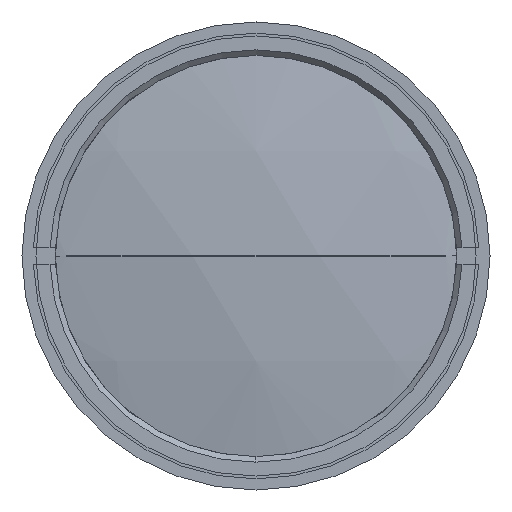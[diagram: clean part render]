
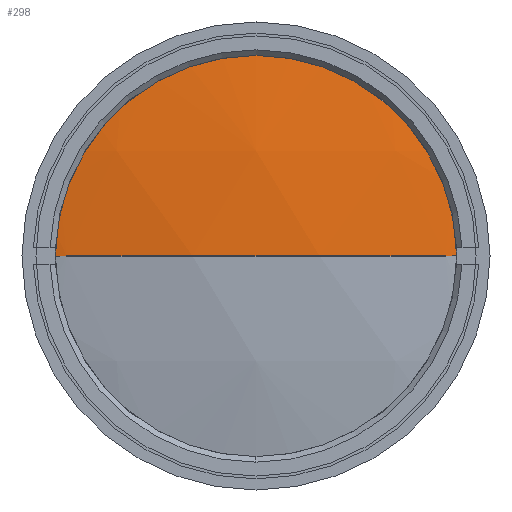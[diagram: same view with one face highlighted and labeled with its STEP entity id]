
A CAD part, left-side view. The second image highlights one B-rep face of the part: STEP entity #298.
In plain terms, the highlighted spherical face has radius 94.402 mm.
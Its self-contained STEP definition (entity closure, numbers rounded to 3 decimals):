
#75 = AXIS2_PLACEMENT_3D ( 'NONE', #913, #247, #2531 ) ;
#233 = CARTESIAN_POINT ( 'NONE',  ( -88.21, 17., 0. ) ) ;
#247 = DIRECTION ( 'NONE',  ( 0., 0., 1. ) ) ;
#298 = ADVANCED_FACE ( 'NONE', ( #365 ), #1971, .T. ) ;
#365 = FACE_OUTER_BOUND ( 'NONE', #1045, .T. ) ;
#413 = AXIS2_PLACEMENT_3D ( 'NONE', #2978, #491, #1420 ) ;
#446 = DIRECTION ( 'NONE',  ( 0., 0., 1. ) ) ;
#456 = VERTEX_POINT ( 'NONE', #1146 ) ;
#491 = DIRECTION ( 'NONE',  ( -1., 0., 0. ) ) ;
#497 = EDGE_CURVE ( 'NONE', #456, #516, #1907, .T. ) ;
#516 = VERTEX_POINT ( 'NONE', #2050 ) ;
#522 = DIRECTION ( 'NONE',  ( 0., 0., -1. ) ) ;
#555 = EDGE_CURVE ( 'NONE', #1339, #2946, #698, .T. ) ;
#698 = CIRCLE ( 'NONE', #1091, 94.402 ) ;
#775 = DIRECTION ( 'NONE',  ( 0., 1., 0. ) ) ;
#787 = VERTEX_POINT ( 'NONE', #233 ) ;
#913 = CARTESIAN_POINT ( 'NONE',  ( 4.649, 0., 0. ) ) ;
#923 = EDGE_CURVE ( 'NONE', #2459, #1339, #1486, .T. ) ;
#968 = DIRECTION ( 'NONE',  ( 1., 0., 0. ) ) ;
#1019 = CARTESIAN_POINT ( 'NONE',  ( 4.649, 0., 0. ) ) ;
#1045 = EDGE_LOOP ( 'NONE', ( #1564, #1975, #2161, #2185, #1048, #2899 ) ) ;
#1048 = ORIENTED_EDGE ( 'NONE', *, *, #1413, .F. ) ;
#1091 = AXIS2_PLACEMENT_3D ( 'NONE', #2377, #2845, #968 ) ;
#1146 = CARTESIAN_POINT ( 'NONE',  ( -87.861, -18.804, 0. ) ) ;
#1166 = EDGE_CURVE ( 'NONE', #787, #516, #1718, .T. ) ;
#1237 = CIRCLE ( 'NONE', #75, 94.402 ) ;
#1339 = VERTEX_POINT ( 'NONE', #2517 ) ;
#1390 = EDGE_CURVE ( 'NONE', #2459, #456, #1237, .T. ) ;
#1398 = CIRCLE ( 'NONE', #2920, 92.859 ) ;
#1404 = DIRECTION ( 'NONE',  ( 0., -1., 0. ) ) ;
#1413 = EDGE_CURVE ( 'NONE', #2946, #787, #1398, .T. ) ;
#1420 = DIRECTION ( 'NONE',  ( 0., 0., -1. ) ) ;
#1453 = DIRECTION ( 'NONE',  ( -1., 0., 0. ) ) ;
#1486 = CIRCLE ( 'NONE', #1585, 92.859 ) ;
#1564 = ORIENTED_EDGE ( 'NONE', *, *, #923, .F. ) ;
#1585 = AXIS2_PLACEMENT_3D ( 'NONE', #2595, #775, #1931 ) ;
#1718 = CIRCLE ( 'NONE', #1873, 94.402 ) ;
#1757 = CARTESIAN_POINT ( 'NONE',  ( 4.649, 0., 0. ) ) ;
#1873 = AXIS2_PLACEMENT_3D ( 'NONE', #1019, #522, #1453 ) ;
#1883 = CARTESIAN_POINT ( 'NONE',  ( -88.21, -17., 0. ) ) ;
#1907 = CIRCLE ( 'NONE', #413, 18.804 ) ;
#1931 = DIRECTION ( 'NONE',  ( 0., 0., -1. ) ) ;
#1971 = SPHERICAL_SURFACE ( 'NONE', #2378, 94.402 ) ;
#1975 = ORIENTED_EDGE ( 'NONE', *, *, #1390, .T. ) ;
#2050 = CARTESIAN_POINT ( 'NONE',  ( -87.861, 18.804, 0. ) ) ;
#2161 = ORIENTED_EDGE ( 'NONE', *, *, #497, .T. ) ;
#2185 = ORIENTED_EDGE ( 'NONE', *, *, #1166, .F. ) ;
#2377 = CARTESIAN_POINT ( 'NONE',  ( 4.649, 0., 0. ) ) ;
#2378 = AXIS2_PLACEMENT_3D ( 'NONE', #1757, #2667, #2699 ) ;
#2459 = VERTEX_POINT ( 'NONE', #1883 ) ;
#2506 = CARTESIAN_POINT ( 'NONE',  ( 4.649, 17., 0. ) ) ;
#2517 = CARTESIAN_POINT ( 'NONE',  ( -88.21, -17., 0. ) ) ;
#2531 = DIRECTION ( 'NONE',  ( 0., -1., 0. ) ) ;
#2595 = CARTESIAN_POINT ( 'NONE',  ( 4.649, -17., 0. ) ) ;
#2667 = DIRECTION ( 'NONE',  ( 0., 0., 1. ) ) ;
#2699 = DIRECTION ( 'NONE',  ( 0., 1., 0. ) ) ;
#2821 = CARTESIAN_POINT ( 'NONE',  ( -88.21, 17., 0. ) ) ;
#2845 = DIRECTION ( 'NONE',  ( 0., 0., -1. ) ) ;
#2899 = ORIENTED_EDGE ( 'NONE', *, *, #555, .F. ) ;
#2920 = AXIS2_PLACEMENT_3D ( 'NONE', #2506, #1404, #446 ) ;
#2946 = VERTEX_POINT ( 'NONE', #2821 ) ;
#2978 = CARTESIAN_POINT ( 'NONE',  ( -87.861, 0., 0. ) ) ;
